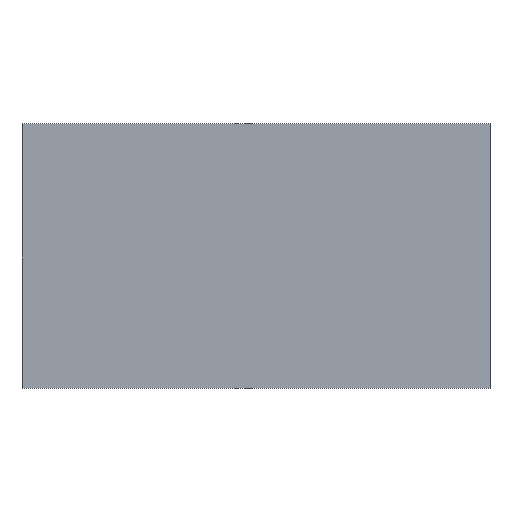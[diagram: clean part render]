
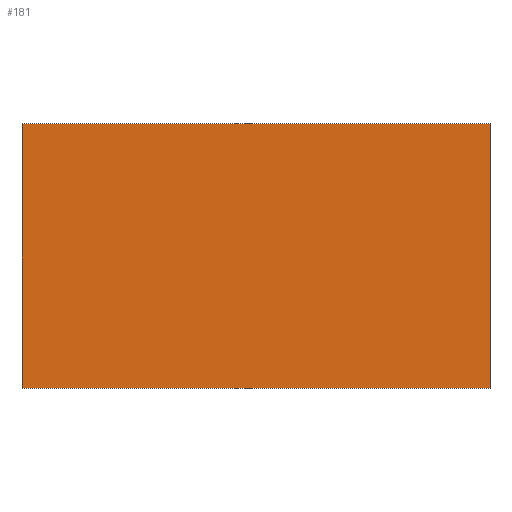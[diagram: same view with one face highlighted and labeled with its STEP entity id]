
A CAD part, top view. The second image highlights one B-rep face of the part: STEP entity #181.
In plain terms, the highlighted planar face has unit normal (0, 0, 1).
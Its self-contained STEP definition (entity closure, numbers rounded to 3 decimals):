
#52 = VERTEX_POINT('',#53);
#53 = CARTESIAN_POINT('',(0.,0.,1.691));
#59 = EDGE_CURVE('',#52,#60,#62,.T.);
#60 = VERTEX_POINT('',#61);
#61 = CARTESIAN_POINT('',(0.,130.,1.691));
#62 = LINE('',#63,#64);
#63 = CARTESIAN_POINT('',(0.,0.,1.691));
#64 = VECTOR('',#65,1.);
#65 = DIRECTION('',(0.,1.,0.));
#90 = EDGE_CURVE('',#60,#91,#93,.T.);
#91 = VERTEX_POINT('',#92);
#92 = CARTESIAN_POINT('',(230.,130.,1.691));
#93 = LINE('',#94,#95);
#94 = CARTESIAN_POINT('',(0.,130.,1.691));
#95 = VECTOR('',#96,1.);
#96 = DIRECTION('',(1.,0.,0.));
#121 = EDGE_CURVE('',#91,#122,#124,.T.);
#122 = VERTEX_POINT('',#123);
#123 = CARTESIAN_POINT('',(230.,0.,1.691));
#124 = LINE('',#125,#126);
#125 = CARTESIAN_POINT('',(230.,130.,1.691));
#126 = VECTOR('',#127,1.);
#127 = DIRECTION('',(0.,-1.,0.));
#152 = EDGE_CURVE('',#122,#52,#153,.T.);
#153 = LINE('',#154,#155);
#154 = CARTESIAN_POINT('',(230.,0.,1.691));
#155 = VECTOR('',#156,1.);
#156 = DIRECTION('',(-1.,0.,0.));
#181 = ADVANCED_FACE('',(#182),#188,.F.);
#182 = FACE_BOUND('',#183,.F.);
#183 = EDGE_LOOP('',(#184,#185,#186,#187));
#184 = ORIENTED_EDGE('',*,*,#59,.T.);
#185 = ORIENTED_EDGE('',*,*,#90,.T.);
#186 = ORIENTED_EDGE('',*,*,#121,.T.);
#187 = ORIENTED_EDGE('',*,*,#152,.T.);
#188 = PLANE('',#189);
#189 = AXIS2_PLACEMENT_3D('',#190,#191,#192);
#190 = CARTESIAN_POINT('',(115.,65.,1.691));
#191 = DIRECTION('',(-0.,-0.,-1.));
#192 = DIRECTION('',(-1.,0.,0.));
